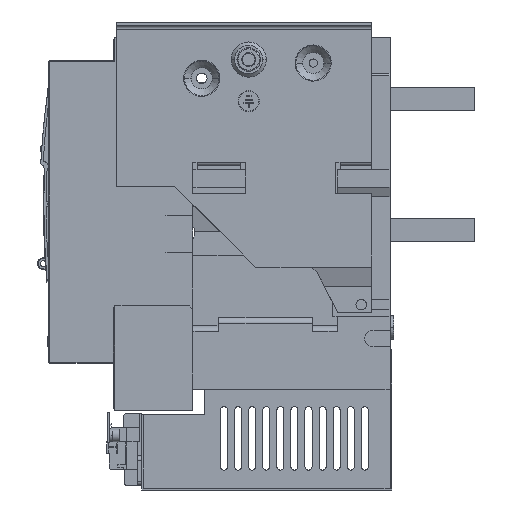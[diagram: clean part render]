
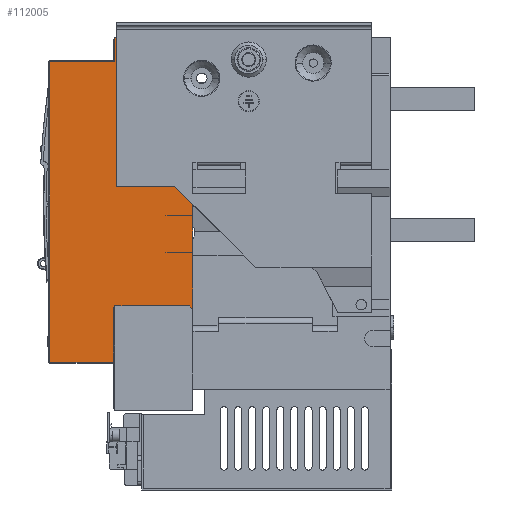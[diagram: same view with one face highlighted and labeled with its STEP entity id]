
A CAD part, left-side view. The second image highlights one B-rep face of the part: STEP entity #112005.
In plain terms, the highlighted planar face has unit normal (-1, 0, 0).
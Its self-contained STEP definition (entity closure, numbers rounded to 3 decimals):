
#1337=DIRECTION('',(0.,0.,-1.));
#1338=VECTOR('',#1337,256.);
#1339=CARTESIAN_POINT('',(12.5,250.,-21.));
#1340=LINE('',#1339,#1338);
#3337=DIRECTION('',(0.,0.,1.));
#3338=VECTOR('',#3337,46.);
#3339=CARTESIAN_POINT('',(12.5,128.,-232.));
#3340=LINE('',#3339,#3338);
#3491=DIRECTION('',(0.,0.,1.));
#3492=VECTOR('',#3491,11.358);
#3493=CARTESIAN_POINT('',(12.5,128.,-172.179));
#3494=LINE('',#3493,#3492);
#3559=DIRECTION('',(0.,0.,1.));
#3560=VECTOR('',#3559,121.821);
#3561=CARTESIAN_POINT('',(12.5,128.,-160.821));
#3562=LINE('',#3561,#3560);
#3629=DIRECTION('',(0.,0.,1.));
#3630=VECTOR('',#3629,31.);
#3631=CARTESIAN_POINT('',(12.5,128.,-31.));
#3632=LINE('',#3631,#3630);
#3694=DIRECTION('',(0.,0.,1.));
#3695=VECTOR('',#3694,8.);
#3696=CARTESIAN_POINT('',(12.5,128.,-39.));
#3697=LINE('',#3696,#3695);
#3698=DIRECTION('',(0.,0.707,0.707));
#3699=VECTOR('',#3698,4.243);
#3700=CARTESIAN_POINT('',(12.5,128.,-232.));
#3701=LINE('',#3700,#3699);
#3702=DIRECTION('',(0.,1.,0.));
#3703=VECTOR('',#3702,63.5);
#3704=CARTESIAN_POINT('',(12.5,131.,-229.));
#3705=LINE('',#3704,#3703);
#3706=DIRECTION('',(0.,0.707,-0.707));
#3707=VECTOR('',#3706,2.121);
#3708=CARTESIAN_POINT('',(12.5,194.5,-229.));
#3709=LINE('',#3708,#3707);
#3710=DIRECTION('',(0.,0.,1.));
#3711=VECTOR('',#3710,21.);
#3712=CARTESIAN_POINT('',(12.5,194.5,-21.));
#3713=LINE('',#3712,#3711);
#3714=DIRECTION('',(0.,-1.,0.));
#3715=VECTOR('',#3714,66.5);
#3716=CARTESIAN_POINT('',(12.5,194.5,0.));
#3717=LINE('',#3716,#3715);
#3718=DIRECTION('',(0.,0.,1.));
#3719=VECTOR('',#3718,13.821);
#3720=CARTESIAN_POINT('',(12.5,128.,-186.));
#3721=LINE('',#3720,#3719);
#37324=DIRECTION('',(0.,1.,0.));
#37325=VECTOR('',#37324,55.5);
#37326=CARTESIAN_POINT('',(12.5,194.5,-21.));
#37327=LINE('',#37326,#37325);
#41781=DIRECTION('',(0.,0.,1.));
#41782=VECTOR('',#41781,46.5);
#41783=CARTESIAN_POINT('',(12.5,196.,-277.));
#41784=LINE('',#41783,#41782);
#41854=DIRECTION('',(0.,-1.,0.));
#41855=VECTOR('',#41854,54.);
#41856=CARTESIAN_POINT('',(12.5,250.,-277.));
#41857=LINE('',#41856,#41855);
#86801=CARTESIAN_POINT('',(12.5,250.,-21.));
#86802=VERTEX_POINT('',#86801);
#86803=CARTESIAN_POINT('',(12.5,250.,-277.));
#86804=VERTEX_POINT('',#86803);
#87748=CARTESIAN_POINT('',(12.5,128.,-186.));
#87749=VERTEX_POINT('',#87748);
#87758=CARTESIAN_POINT('',(12.5,128.,-232.));
#87759=VERTEX_POINT('',#87758);
#87810=CARTESIAN_POINT('',(12.5,128.,-160.821));
#87811=VERTEX_POINT('',#87810);
#87812=CARTESIAN_POINT('',(12.5,128.,-172.179));
#87813=VERTEX_POINT('',#87812);
#87837=CARTESIAN_POINT('',(12.5,128.,-39.));
#87838=VERTEX_POINT('',#87837);
#87862=CARTESIAN_POINT('',(12.5,128.,-31.));
#87863=VERTEX_POINT('',#87862);
#87864=CARTESIAN_POINT('',(12.5,128.,0.));
#87865=VERTEX_POINT('',#87864);
#87898=CARTESIAN_POINT('',(12.5,131.,-229.));
#87899=VERTEX_POINT('',#87898);
#87900=CARTESIAN_POINT('',(12.5,194.5,-229.));
#87901=VERTEX_POINT('',#87900);
#87902=CARTESIAN_POINT('',(12.5,196.,-230.5));
#87903=VERTEX_POINT('',#87902);
#87904=CARTESIAN_POINT('',(12.5,196.,-277.));
#87905=VERTEX_POINT('',#87904);
#87906=CARTESIAN_POINT('',(12.5,194.5,-21.));
#87907=VERTEX_POINT('',#87906);
#87908=CARTESIAN_POINT('',(12.5,194.5,0.));
#87909=VERTEX_POINT('',#87908);
#111974=CARTESIAN_POINT('',(12.5,189.,-138.5));
#111975=DIRECTION('',(1.,0.,0.));
#111976=DIRECTION('',(0.,0.,1.));
#111977=AXIS2_PLACEMENT_3D('',#111974,#111975,#111976);
#111978=PLANE('',#111977);
#111980=ORIENTED_EDGE('',*,*,#111979,.F.);
#111981=ORIENTED_EDGE('',*,*,#111619,.F.);
#111983=ORIENTED_EDGE('',*,*,#111982,.T.);
#111985=ORIENTED_EDGE('',*,*,#111984,.T.);
#111987=ORIENTED_EDGE('',*,*,#111986,.T.);
#111989=ORIENTED_EDGE('',*,*,#111988,.F.);
#111991=ORIENTED_EDGE('',*,*,#111990,.F.);
#111992=ORIENTED_EDGE('',*,*,#110103,.F.);
#111994=ORIENTED_EDGE('',*,*,#111993,.F.);
#111996=ORIENTED_EDGE('',*,*,#111995,.T.);
#111998=ORIENTED_EDGE('',*,*,#111997,.T.);
#111999=ORIENTED_EDGE('',*,*,#111879,.F.);
#112000=ORIENTED_EDGE('',*,*,#111969,.F.);
#112001=ORIENTED_EDGE('',*,*,#111814,.F.);
#112002=ORIENTED_EDGE('',*,*,#111756,.F.);
#112003=EDGE_LOOP('',(#111980,#111981,#111983,#111985,#111987,#111989,#111991,
#111992,#111994,#111996,#111998,#111999,#112000,#112001,#112002));
#112004=FACE_OUTER_BOUND('',#112003,.F.);
#112005=ADVANCED_FACE('',(#112004),#111978,.F.);
#110103=EDGE_CURVE('',#86802,#86804,#1340,.T.);
#111619=EDGE_CURVE('',#87759,#87749,#3340,.T.);
#111756=EDGE_CURVE('',#87813,#87811,#3494,.T.);
#111814=EDGE_CURVE('',#87811,#87838,#3562,.T.);
#111879=EDGE_CURVE('',#87863,#87865,#3632,.T.);
#111969=EDGE_CURVE('',#87838,#87863,#3697,.T.);
#111979=EDGE_CURVE('',#87749,#87813,#3721,.T.);
#111982=EDGE_CURVE('',#87759,#87899,#3701,.T.);
#111984=EDGE_CURVE('',#87899,#87901,#3705,.T.);
#111986=EDGE_CURVE('',#87901,#87903,#3709,.T.);
#111988=EDGE_CURVE('',#87905,#87903,#41784,.T.);
#111990=EDGE_CURVE('',#86804,#87905,#41857,.T.);
#111993=EDGE_CURVE('',#87907,#86802,#37327,.T.);
#111995=EDGE_CURVE('',#87907,#87909,#3713,.T.);
#111997=EDGE_CURVE('',#87909,#87865,#3717,.T.);
